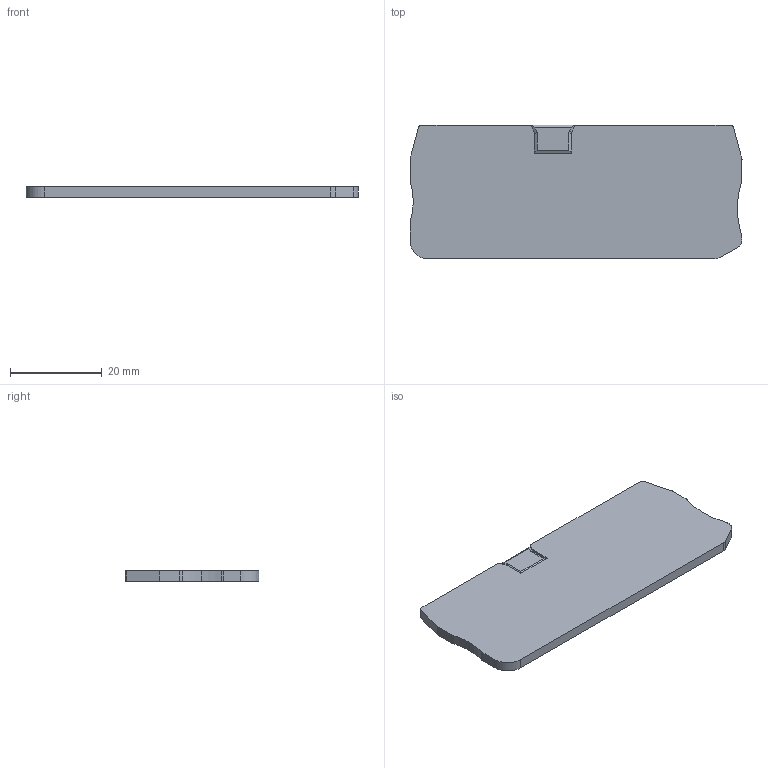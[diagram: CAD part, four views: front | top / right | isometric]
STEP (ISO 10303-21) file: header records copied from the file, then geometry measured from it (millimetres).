
FILE_DESCRIPTION( ('This file contains a STEP AP42 implementation' ,'as created by ZW3D STEP Interface translator.') ,'2;1' );
FILE_NAME( 'D-RPV2.5-QUATTRO傷啣耀倰.stp' ,'23 6 9.162229', (''), ('ZWCAD Software Co.'), 'Version 1.0', 'ZW3D to STEP translator', '' );
FILE_SCHEMA(('AUTOMOTIVE_DESIGN { 1 0 10303 214 1 1 1 1 }'));
Length unit declared in the file: millimetre
Products named in the file (2): 0; D-RPV2.5-QUATTRO傷啣耀倰
Bounding box: 72.5 x 29.2 x 2.2 mm (x, y, z)
Volume: 4530.4 mm3; surface area: 4614.4 mm2
Topology: 1 solids, 1 shells, 65 faces, 169 edges, 106 vertices
Faces by surface type: plane 39, cylinder 22, cone 4
Entity records: 2074 total; most frequent: CARTESIAN_POINT 353, DIRECTION 347, ORIENTED_EDGE 338, EDGE_CURVE 169, VECTOR 119, LINE 119, AXIS2_PLACEMENT_3D 114, VERTEX_POINT 106
